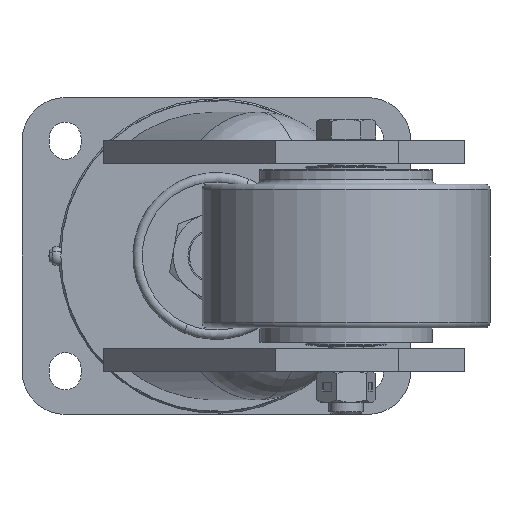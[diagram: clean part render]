
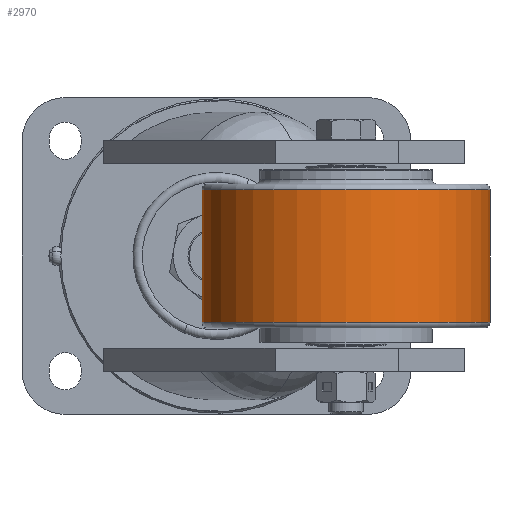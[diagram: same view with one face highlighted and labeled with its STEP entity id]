
A CAD part, front view. The second image highlights one B-rep face of the part: STEP entity #2970.
In plain terms, the highlighted cylindrical face has radius 50 mm (diameter 100 mm), a partial arc.
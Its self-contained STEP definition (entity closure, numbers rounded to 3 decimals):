
#1714 = CIRCLE ( 'NONE', #20144, 50. ) ;
#2414 = VECTOR ( 'NONE', #27598, 1000. ) ;
#2579 = ORIENTED_EDGE ( 'NONE', *, *, #18087, .T. ) ;
#2872 = VECTOR ( 'NONE', #9910, 1000. ) ;
#2970 = ADVANCED_FACE ( 'NONE', ( #21413 ), #6415, .T. ) ;
#3407 = AXIS2_PLACEMENT_3D ( 'NONE', #18185, #41257, #21545 ) ;
#3822 = CARTESIAN_POINT ( 'NONE',  ( -5., -100., 0. ) ) ;
#5753 = DIRECTION ( 'NONE',  ( 1., 0., 0. ) ) ;
#6415 = CYLINDRICAL_SURFACE ( 'NONE', #8427, 50. ) ;
#7653 = EDGE_LOOP ( 'NONE', ( #34761, #15465, #2579, #39243 ) ) ;
#8427 = AXIS2_PLACEMENT_3D ( 'NONE', #23897, #24653, #23487 ) ;
#8767 = CARTESIAN_POINT ( 'NONE',  ( -5., -100., -23. ) ) ;
#9910 = DIRECTION ( 'NONE',  ( 0., 0., -1. ) ) ;
#10894 = VERTEX_POINT ( 'NONE', #35686 ) ;
#10902 = VERTEX_POINT ( 'NONE', #35644 ) ;
#11554 = CIRCLE ( 'NONE', #3407, 50. ) ;
#15457 = VERTEX_POINT ( 'NONE', #8767 ) ;
#15465 = ORIENTED_EDGE ( 'NONE', *, *, #26438, .T. ) ;
#18087 = EDGE_CURVE ( 'NONE', #15457, #10894, #1714, .T. ) ;
#18185 = CARTESIAN_POINT ( 'NONE',  ( 45., -100., 23. ) ) ;
#19091 = LINE ( 'NONE', #24288, #2414 ) ;
#19545 = LINE ( 'NONE', #3822, #2872 ) ;
#19662 = CARTESIAN_POINT ( 'NONE',  ( 95., -100., 23. ) ) ;
#20144 = AXIS2_PLACEMENT_3D ( 'NONE', #26610, #22612, #5753 ) ;
#21413 = FACE_OUTER_BOUND ( 'NONE', #7653, .T. ) ;
#21545 = DIRECTION ( 'NONE',  ( -1., 0., 0. ) ) ;
#22612 = DIRECTION ( 'NONE',  ( 0., 0., 1. ) ) ;
#23487 = DIRECTION ( 'NONE',  ( 1., 0., 0. ) ) ;
#23897 = CARTESIAN_POINT ( 'NONE',  ( 45., -100., 0. ) ) ;
#24288 = CARTESIAN_POINT ( 'NONE',  ( 95., -100., 0. ) ) ;
#24653 = DIRECTION ( 'NONE',  ( 0., 0., -1. ) ) ;
#26370 = VERTEX_POINT ( 'NONE', #19662 ) ;
#26438 = EDGE_CURVE ( 'NONE', #10902, #15457, #19545, .T. ) ;
#26610 = CARTESIAN_POINT ( 'NONE',  ( 45., -100., -23. ) ) ;
#27598 = DIRECTION ( 'NONE',  ( 0., 0., -1. ) ) ;
#30799 = EDGE_CURVE ( 'NONE', #26370, #10894, #19091, .T. ) ;
#34761 = ORIENTED_EDGE ( 'NONE', *, *, #35645, .T. ) ;
#35644 = CARTESIAN_POINT ( 'NONE',  ( -5., -100., 23. ) ) ;
#35645 = EDGE_CURVE ( 'NONE', #26370, #10902, #11554, .T. ) ;
#35686 = CARTESIAN_POINT ( 'NONE',  ( 95., -100., -23. ) ) ;
#39243 = ORIENTED_EDGE ( 'NONE', *, *, #30799, .F. ) ;
#41257 = DIRECTION ( 'NONE',  ( 0., 0., -1. ) ) ;
